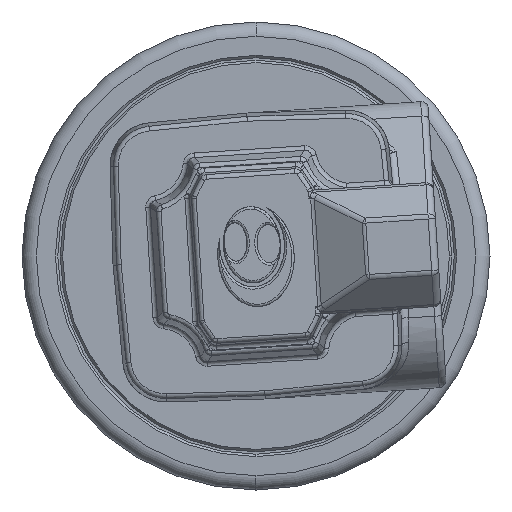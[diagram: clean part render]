
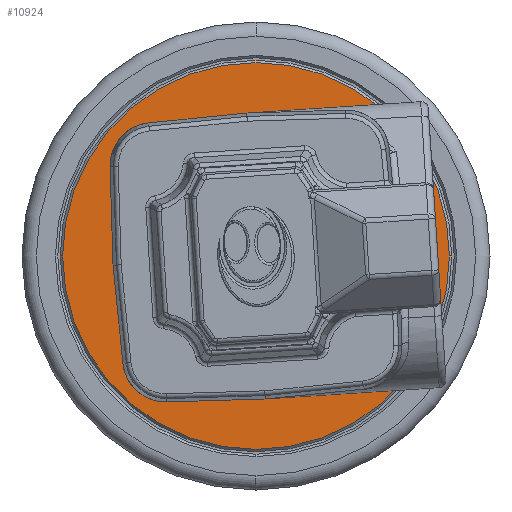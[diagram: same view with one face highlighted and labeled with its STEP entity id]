
A CAD part, left-side view. The second image highlights one B-rep face of the part: STEP entity #10924.
In plain terms, the highlighted planar face has unit normal (-1, 0, 0).
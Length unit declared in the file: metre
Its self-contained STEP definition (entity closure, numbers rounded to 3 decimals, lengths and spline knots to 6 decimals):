
#6693 = CARTESIAN_POINT ( 'NONE',  ( 0.0805, 0., 0. ) ) ;
#6695 = AXIS2_PLACEMENT_3D ( 'NONE', #6693, #6708, #6707 ) ;
#6707 = DIRECTION ( 'NONE',  ( 0., 0., 1. ) ) ;
#6708 = DIRECTION ( 'NONE',  ( -1., 0., 0. ) ) ;
#6714 = CIRCLE ( 'NONE', #6695, 0.01 ) ;
#6744 = DIRECTION ( 'NONE',  ( -1., 0., 0. ) ) ;
#6749 = CARTESIAN_POINT ( 'NONE',  ( 0.0805, 0., 0.01 ) ) ;
#6754 = CARTESIAN_POINT ( 'NONE',  ( 0.0805, 0., -0.0405 ) ) ;
#6761 = CARTESIAN_POINT ( 'NONE',  ( 0.0805, 0., 0.0405 ) ) ;
#6766 = DIRECTION ( 'NONE',  ( 0., 0., -1. ) ) ;
#6767 = AXIS2_PLACEMENT_3D ( 'NONE', #6774, #6744, #6766 ) ;
#6774 = CARTESIAN_POINT ( 'NONE',  ( 0.0805, 0., 0. ) ) ;
#6783 = CIRCLE ( 'NONE', #6767, 0.0405 ) ;
#6877 = CARTESIAN_POINT ( 'NONE',  ( 0.0805, 0., -0.01 ) ) ;
#6976 = CIRCLE ( 'NONE', #6998, 0.0405 ) ;
#6996 = DIRECTION ( 'NONE',  ( -1., 0., 0. ) ) ;
#6997 = CARTESIAN_POINT ( 'NONE',  ( 0.0805, 0., 0. ) ) ;
#6998 = AXIS2_PLACEMENT_3D ( 'NONE', #6997, #6996, #7006 ) ;
#7006 = DIRECTION ( 'NONE',  ( 0., 0., -1. ) ) ;
#7483 = CIRCLE ( 'NONE', #7520, 0.01 ) ;
#7485 = CARTESIAN_POINT ( 'NONE',  ( 0.0805, 0., 0. ) ) ;
#7499 = DIRECTION ( 'NONE',  ( 0., 0., 1. ) ) ;
#7500 = DIRECTION ( 'NONE',  ( -1., 0., 0. ) ) ;
#7520 = AXIS2_PLACEMENT_3D ( 'NONE', #7485, #7500, #7499 ) ;
#7589 = FACE_BOUND ( 'NONE', #10919, .T. ) ;
#7596 = DIRECTION ( 'NONE',  ( 0., 0., -1. ) ) ;
#7599 = FACE_OUTER_BOUND ( 'NONE', #10900, .T. ) ;
#7608 = CARTESIAN_POINT ( 'NONE',  ( 0.0805, 0.01, 0. ) ) ;
#7623 = AXIS2_PLACEMENT_3D ( 'NONE', #7608, #7629, #7596 ) ;
#7629 = DIRECTION ( 'NONE',  ( 1., 0., 0. ) ) ;
#7651 = PLANE ( 'NONE',  #7623 ) ;
#10652 = VERTEX_POINT ( 'NONE', #6877 ) ;
#10689 = EDGE_CURVE ( 'NONE', #10705, #10652, #6714, .T. ) ;
#10700 = VERTEX_POINT ( 'NONE', #6761 ) ;
#10705 = VERTEX_POINT ( 'NONE', #6749 ) ;
#10727 = VERTEX_POINT ( 'NONE', #6754 ) ;
#10733 = EDGE_CURVE ( 'NONE', #10700, #10727, #6783, .T. ) ;
#10736 = ORIENTED_EDGE ( 'NONE', *, *, #10818, .T. ) ;
#10783 = ORIENTED_EDGE ( 'NONE', *, *, #10689, .F. ) ;
#10813 = ORIENTED_EDGE ( 'NONE', *, *, #10733, .T. ) ;
#10818 = EDGE_CURVE ( 'NONE', #10727, #10700, #6976, .T. ) ;
#10888 = EDGE_CURVE ( 'NONE', #10652, #10705, #7483, .T. ) ;
#10900 = EDGE_LOOP ( 'NONE', ( #10736, #10813 ) ) ;
#10914 = ORIENTED_EDGE ( 'NONE', *, *, #10888, .F. ) ;
#10919 = EDGE_LOOP ( 'NONE', ( #10783, #10914 ) ) ;
#10924 = ADVANCED_FACE ( 'NONE', ( #7599, #7589 ), #7651, .F. ) ;
